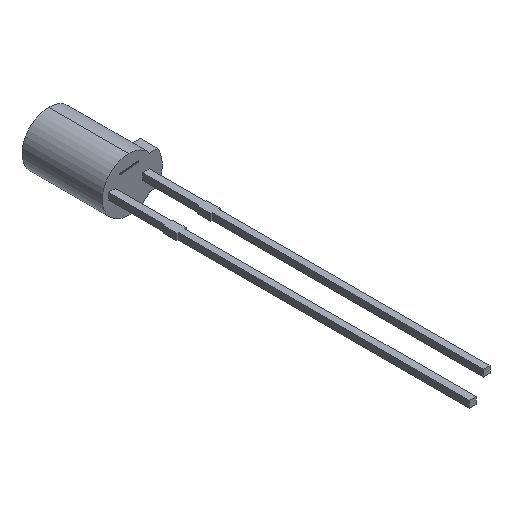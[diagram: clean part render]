
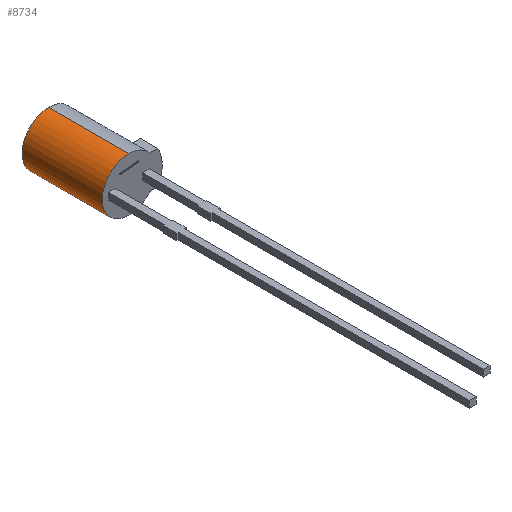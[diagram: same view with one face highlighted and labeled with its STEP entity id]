
A CAD part, isometric view. The second image highlights one B-rep face of the part: STEP entity #8734.
In plain terms, the highlighted cylindrical face has radius 2 mm (diameter 4 mm), a partial arc.
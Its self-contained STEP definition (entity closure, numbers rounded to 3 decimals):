
#943 = CARTESIAN_POINT ( 'NONE',  ( 0., 0., 0. ) ) ;
#980 = DIRECTION ( 'NONE',  ( 0., 1., 0. ) ) ;
#981 = DIRECTION ( 'NONE',  ( 0., 0., 1. ) ) ;
#1705 = EDGE_CURVE ( 'NONE', #3478, #3470, #11581, .T. ) ;
#1775 = CIRCLE ( 'NONE', #8517, 2. ) ;
#2030 = CARTESIAN_POINT ( 'NONE',  ( 0., 6., 2. ) ) ;
#2033 = CARTESIAN_POINT ( 'NONE',  ( 0., 0., -2. ) ) ;
#2037 = CARTESIAN_POINT ( 'NONE',  ( 0., 0., 2. ) ) ;
#2038 = CARTESIAN_POINT ( 'NONE',  ( 0., 6., -2. ) ) ;
#2201 = LINE ( 'NONE', #2202, #9694 ) ;
#2202 = CARTESIAN_POINT ( 'NONE',  ( 0., 6., -2. ) ) ;
#2203 = DIRECTION ( 'NONE',  ( 0., -1., 0. ) ) ;
#2270 = LINE ( 'NONE', #2271, #9946 ) ;
#2271 = CARTESIAN_POINT ( 'NONE',  ( 0., 6., 2. ) ) ;
#2272 = DIRECTION ( 'NONE',  ( 0., -1., 0. ) ) ;
#2859 = EDGE_LOOP ( 'NONE', ( #6935, #6937, #6936, #6938 ) ) ;
#3470 = VERTEX_POINT ( 'NONE', #2030 ) ;
#3473 = VERTEX_POINT ( 'NONE', #2033 ) ;
#3477 = VERTEX_POINT ( 'NONE', #2037 ) ;
#3478 = VERTEX_POINT ( 'NONE', #2038 ) ;
#6935 = ORIENTED_EDGE ( 'NONE', *, *, #8188, .F. ) ;
#6936 = ORIENTED_EDGE ( 'NONE', *, *, #8176, .T. ) ;
#6937 = ORIENTED_EDGE ( 'NONE', *, *, #1705, .F. ) ;
#6938 = ORIENTED_EDGE ( 'NONE', *, *, #8562, .T. ) ;
#7052 = CARTESIAN_POINT ( 'NONE',  ( 0., 6., 0. ) ) ;
#7053 = DIRECTION ( 'NONE',  ( 0., 1., 0. ) ) ;
#7054 = DIRECTION ( 'NONE',  ( 0., 0., 1. ) ) ;
#7193 = AXIS2_PLACEMENT_3D ( 'NONE', #7052, #7053, #7054 ) ;
#8176 = EDGE_CURVE ( 'NONE', #3478, #3473, #2201, .T. ) ;
#8188 = EDGE_CURVE ( 'NONE', #3470, #3477, #2270, .T. ) ;
#8441 = AXIS2_PLACEMENT_3D ( 'NONE', #12496, #12497, #12498 ) ;
#8442 = FACE_OUTER_BOUND ( 'NONE', #2859, .T. ) ;
#8449 = CYLINDRICAL_SURFACE ( 'NONE', #8441, 2. ) ;
#8517 = AXIS2_PLACEMENT_3D ( 'NONE', #943, #980, #981 ) ;
#8562 = EDGE_CURVE ( 'NONE', #3473, #3477, #1775, .T. ) ;
#8734 = ADVANCED_FACE ( 'NONE', ( #8442 ), #8449, .T. ) ;
#9694 = VECTOR ( 'NONE', #2203, 1000. ) ;
#9946 = VECTOR ( 'NONE', #2272, 1000. ) ;
#11581 = CIRCLE ( 'NONE', #7193, 2. ) ;
#12496 = CARTESIAN_POINT ( 'NONE',  ( 0., 6., 0. ) ) ;
#12497 = DIRECTION ( 'NONE',  ( 0., -1., 0. ) ) ;
#12498 = DIRECTION ( 'NONE',  ( 0., 0., -1. ) ) ;
